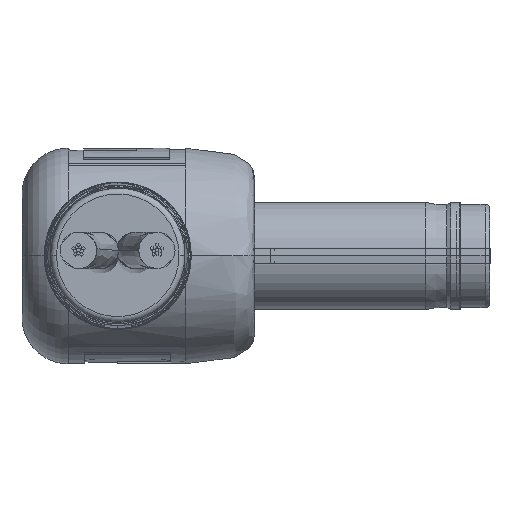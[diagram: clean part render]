
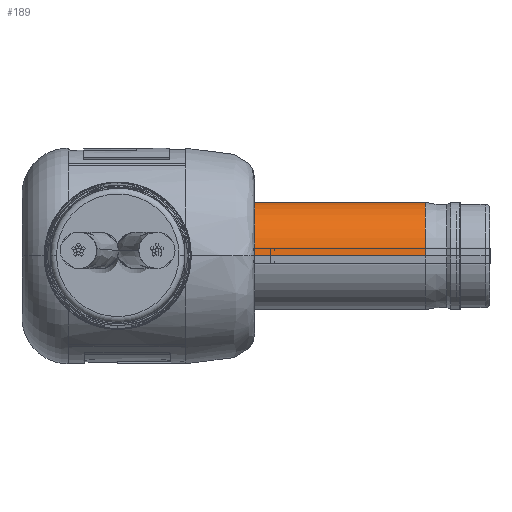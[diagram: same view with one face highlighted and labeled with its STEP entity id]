
A CAD part, top view. The second image highlights one B-rep face of the part: STEP entity #189.
In plain terms, the highlighted cylindrical face has radius 2.74 mm (diameter 5.48 mm), a partial arc.
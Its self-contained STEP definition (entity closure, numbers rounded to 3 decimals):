
#39 = CARTESIAN_POINT ( 'NONE',  ( 0., 14.499, 0. ) ) ;
#189 = ADVANCED_FACE ( 'NONE', ( #13665 ), #4824, .T. ) ;
#1378 = EDGE_CURVE ( 'NONE', #9593, #19413, #17190, .T. ) ;
#1471 = AXIS2_PLACEMENT_3D ( 'NONE', #18205, #1673, #6826 ) ;
#1673 = DIRECTION ( 'NONE',  ( 0., 1., 0. ) ) ;
#3981 = VECTOR ( 'NONE', #6218, 1000. ) ;
#4283 = DIRECTION ( 'NONE',  ( 0., 1., 0. ) ) ;
#4824 = CYLINDRICAL_SURFACE ( 'NONE', #17170, 2.74 ) ;
#5815 = CARTESIAN_POINT ( 'NONE',  ( 0., 2.049, -2.74 ) ) ;
#5995 = EDGE_CURVE ( 'NONE', #9593, #12054, #11614, .T. ) ;
#6218 = DIRECTION ( 'NONE',  ( 0., 1., 0. ) ) ;
#6826 = DIRECTION ( 'NONE',  ( 0., 0., 1. ) ) ;
#7379 = ORIENTED_EDGE ( 'NONE', *, *, #1378, .F. ) ;
#8737 = CARTESIAN_POINT ( 'NONE',  ( 0., 0.249, 2.74 ) ) ;
#9407 = VECTOR ( 'NONE', #10108, 1000. ) ;
#9442 = DIRECTION ( 'NONE',  ( 0., 0., 1. ) ) ;
#9593 = VERTEX_POINT ( 'NONE', #16121 ) ;
#10002 = EDGE_CURVE ( 'NONE', #12054, #16294, #19584, .T. ) ;
#10108 = DIRECTION ( 'NONE',  ( 0., 1., 0. ) ) ;
#11274 = ORIENTED_EDGE ( 'NONE', *, *, #13101, .F. ) ;
#11614 = CIRCLE ( 'NONE', #1471, 2.74 ) ;
#11705 = CARTESIAN_POINT ( 'NONE',  ( 0., 14.499, -2.74 ) ) ;
#12054 = VERTEX_POINT ( 'NONE', #5815 ) ;
#12763 = EDGE_LOOP ( 'NONE', ( #18931, #18852, #11274, #7379 ) ) ;
#13101 = EDGE_CURVE ( 'NONE', #19413, #16294, #19443, .T. ) ;
#13665 = FACE_OUTER_BOUND ( 'NONE', #12763, .T. ) ;
#14214 = CARTESIAN_POINT ( 'NONE',  ( 0., 14.499, 2.74 ) ) ;
#16072 = CARTESIAN_POINT ( 'NONE',  ( 0., 0.249, 0. ) ) ;
#16121 = CARTESIAN_POINT ( 'NONE',  ( 0., 2.049, 2.74 ) ) ;
#16294 = VERTEX_POINT ( 'NONE', #11705 ) ;
#17170 = AXIS2_PLACEMENT_3D ( 'NONE', #16072, #4283, #9442 ) ;
#17190 = LINE ( 'NONE', #8737, #9407 ) ;
#17672 = AXIS2_PLACEMENT_3D ( 'NONE', #39, #19656, #19792 ) ;
#17809 = CARTESIAN_POINT ( 'NONE',  ( 0., 0.249, -2.74 ) ) ;
#18205 = CARTESIAN_POINT ( 'NONE',  ( 0., 2.049, 0. ) ) ;
#18852 = ORIENTED_EDGE ( 'NONE', *, *, #10002, .T. ) ;
#18931 = ORIENTED_EDGE ( 'NONE', *, *, #5995, .T. ) ;
#19413 = VERTEX_POINT ( 'NONE', #14214 ) ;
#19443 = CIRCLE ( 'NONE', #17672, 2.74 ) ;
#19584 = LINE ( 'NONE', #17809, #3981 ) ;
#19656 = DIRECTION ( 'NONE',  ( 0., 1., 0. ) ) ;
#19792 = DIRECTION ( 'NONE',  ( 0., 0., 1. ) ) ;
